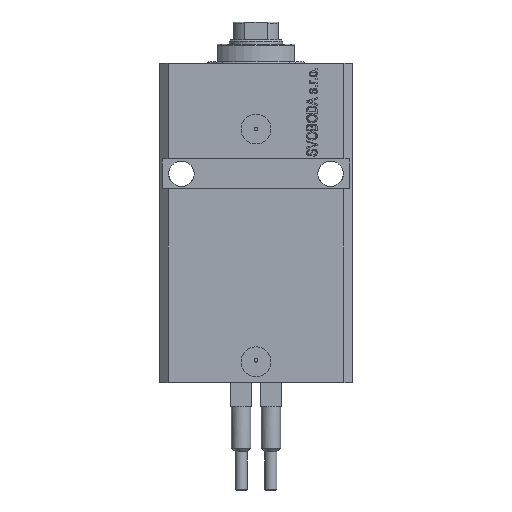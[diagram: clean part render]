
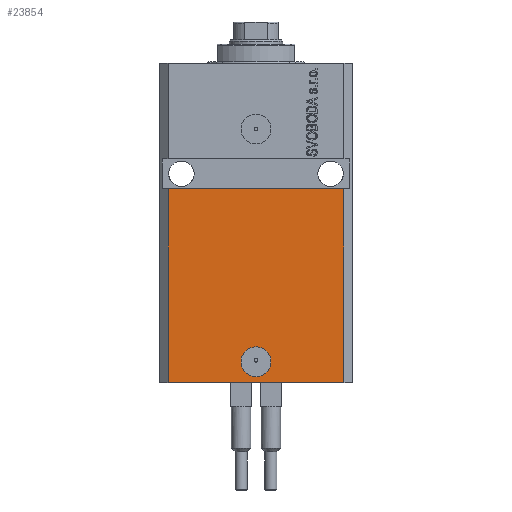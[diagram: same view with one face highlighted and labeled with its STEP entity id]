
A CAD part, front view. The second image highlights one B-rep face of the part: STEP entity #23854.
In plain terms, the highlighted planar face has unit normal (0, -1, 0).
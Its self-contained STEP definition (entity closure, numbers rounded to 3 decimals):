
#864 = EDGE_CURVE ( 'NONE', #9366, #4393, #8222, .T. ) ;
#954 = CARTESIAN_POINT ( 'NONE',  ( 29.5, -22.5, -42. ) ) ;
#1180 = DIRECTION ( 'NONE',  ( 0., 0., 1. ) ) ;
#1730 = VERTEX_POINT ( 'NONE', #17344 ) ;
#3196 = DIRECTION ( 'NONE',  ( 1., 0., 0. ) ) ;
#4207 = LINE ( 'NONE', #15359, #36849 ) ;
#4393 = VERTEX_POINT ( 'NONE', #29227 ) ;
#4628 = CARTESIAN_POINT ( 'NONE',  ( -29.5, -22.5, -107. ) ) ;
#4817 = LINE ( 'NONE', #19617, #36061 ) ;
#5688 = ORIENTED_EDGE ( 'NONE', *, *, #44914, .T. ) ;
#6016 = PLANE ( 'NONE',  #22577 ) ;
#7780 = EDGE_LOOP ( 'NONE', ( #36299, #8838, #22231, #5688 ) ) ;
#8222 = CIRCLE ( 'NONE', #35369, 5. ) ;
#8838 = ORIENTED_EDGE ( 'NONE', *, *, #43712, .F. ) ;
#9366 = VERTEX_POINT ( 'NONE', #33009 ) ;
#11018 = AXIS2_PLACEMENT_3D ( 'NONE', #35621, #47231, #43592 ) ;
#11229 = VECTOR ( 'NONE', #18835, 1000. ) ;
#11655 = EDGE_LOOP ( 'NONE', ( #19533, #42337 ) ) ;
#11794 = CARTESIAN_POINT ( 'NONE',  ( -29.5, -22.5, -107. ) ) ;
#13878 = CARTESIAN_POINT ( 'NONE',  ( 0., -22.5, -100. ) ) ;
#13958 = VERTEX_POINT ( 'NONE', #43505 ) ;
#14459 = FACE_BOUND ( 'NONE', #11655, .T. ) ;
#15359 = CARTESIAN_POINT ( 'NONE',  ( -32.5, -22.5, -42. ) ) ;
#15427 = LINE ( 'NONE', #11794, #11229 ) ;
#17344 = CARTESIAN_POINT ( 'NONE',  ( -29.5, -22.5, -42. ) ) ;
#18835 = DIRECTION ( 'NONE',  ( 1., 0., 0. ) ) ;
#19533 = ORIENTED_EDGE ( 'NONE', *, *, #29664, .F. ) ;
#19617 = CARTESIAN_POINT ( 'NONE',  ( 29.5, -22.5, -107. ) ) ;
#20830 = CARTESIAN_POINT ( 'NONE',  ( -29.5, -22.5, -107. ) ) ;
#22231 = ORIENTED_EDGE ( 'NONE', *, *, #45204, .T. ) ;
#22577 = AXIS2_PLACEMENT_3D ( 'NONE', #20830, #35637, #46780 ) ;
#23312 = LINE ( 'NONE', #4628, #29814 ) ;
#23854 = ADVANCED_FACE ( 'NONE', ( #14459, #39266 ), #6016, .T. ) ;
#25916 = VERTEX_POINT ( 'NONE', #954 ) ;
#26542 = DIRECTION ( 'NONE',  ( 1., 0., 0. ) ) ;
#29227 = CARTESIAN_POINT ( 'NONE',  ( 5., -22.5, -100. ) ) ;
#29664 = EDGE_CURVE ( 'NONE', #4393, #9366, #35828, .T. ) ;
#29814 = VECTOR ( 'NONE', #38124, 1000. ) ;
#33009 = CARTESIAN_POINT ( 'NONE',  ( -5., -22.5, -100. ) ) ;
#35369 = AXIS2_PLACEMENT_3D ( 'NONE', #13878, #39394, #3196 ) ;
#35621 = CARTESIAN_POINT ( 'NONE',  ( 0., -22.5, -100. ) ) ;
#35637 = DIRECTION ( 'NONE',  ( 0., -1., 0. ) ) ;
#35828 = CIRCLE ( 'NONE', #11018, 5. ) ;
#36061 = VECTOR ( 'NONE', #1180, 1000. ) ;
#36299 = ORIENTED_EDGE ( 'NONE', *, *, #44508, .F. ) ;
#36849 = VECTOR ( 'NONE', #26542, 1000. ) ;
#37042 = VERTEX_POINT ( 'NONE', #39049 ) ;
#38124 = DIRECTION ( 'NONE',  ( 0., 0., 1. ) ) ;
#39049 = CARTESIAN_POINT ( 'NONE',  ( -29.5, -22.5, -107. ) ) ;
#39266 = FACE_OUTER_BOUND ( 'NONE', #7780, .T. ) ;
#39394 = DIRECTION ( 'NONE',  ( 0., -1., 0. ) ) ;
#42337 = ORIENTED_EDGE ( 'NONE', *, *, #864, .F. ) ;
#43505 = CARTESIAN_POINT ( 'NONE',  ( 29.5, -22.5, -107. ) ) ;
#43592 = DIRECTION ( 'NONE',  ( 1., 0., 0. ) ) ;
#43712 = EDGE_CURVE ( 'NONE', #37042, #1730, #23312, .T. ) ;
#44508 = EDGE_CURVE ( 'NONE', #1730, #25916, #4207, .T. ) ;
#44914 = EDGE_CURVE ( 'NONE', #13958, #25916, #4817, .T. ) ;
#45204 = EDGE_CURVE ( 'NONE', #37042, #13958, #15427, .T. ) ;
#46780 = DIRECTION ( 'NONE',  ( 1., 0., 0. ) ) ;
#47231 = DIRECTION ( 'NONE',  ( 0., -1., 0. ) ) ;
